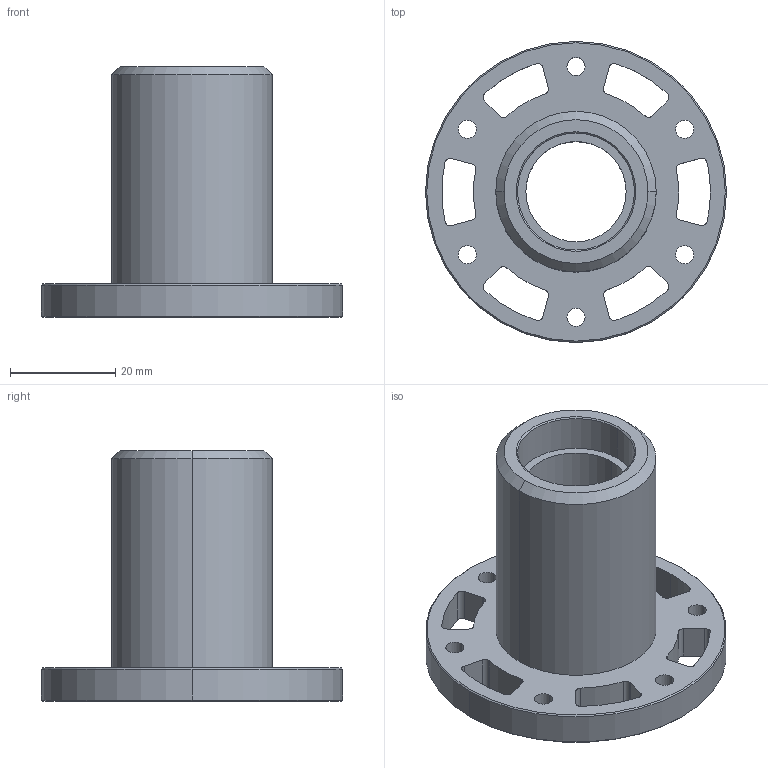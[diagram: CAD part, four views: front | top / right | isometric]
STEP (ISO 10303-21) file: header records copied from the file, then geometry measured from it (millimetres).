
FILE_DESCRIPTION (( 'STEP AP214' ), '1' );
FILE_NAME ('217-3429-STEP.STEP', '2013-12-10T18:51:30', ( '' ), ( '' ), 'SwSTEP 2.0', 'SolidWorks 2013', '' );
FILE_SCHEMA (( 'AUTOMOTIVE_DESIGN' ));
Length unit declared in the file: inch
Products named in the file (1): 217-3429-STEP
Bounding box: 57.15 x 57.15 x 47.62 mm (x, y, z)
Volume: 28206.5 mm3; surface area: 13232.1 mm2
Topology: 1 solids, 1 shells, 93 faces, 254 edges, 166 vertices
Faces by surface type: cylinder 66, plane 17, cone 10
Entity records: 3258 total; most frequent: DIRECTION 584, CARTESIAN_POINT 514, ORIENTED_EDGE 508, EDGE_CURVE 254, AXIS2_PLACEMENT_3D 236, VERTEX_POINT 166, CIRCLE 142, EDGE_LOOP 122
